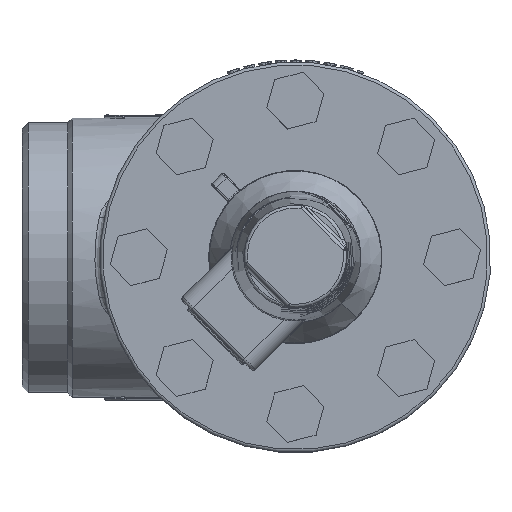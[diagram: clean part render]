
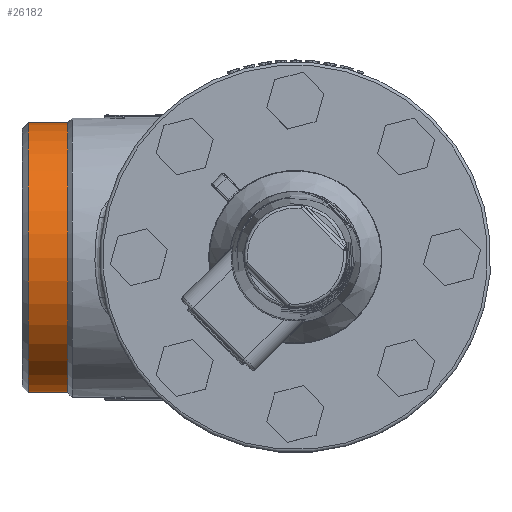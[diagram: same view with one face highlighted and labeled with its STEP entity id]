
A CAD part, top view. The second image highlights one B-rep face of the part: STEP entity #26182.
In plain terms, the highlighted cylindrical face has radius 44.45 mm (diameter 88.9 mm), a full revolution.
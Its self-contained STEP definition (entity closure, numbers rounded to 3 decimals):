
#26138=CARTESIAN_POINT('',(-75.,-0.,-44.45));
#26139=VERTEX_POINT('',#26138);
#26146=CARTESIAN_POINT('',(-75.,0.,0.));
#26147=DIRECTION('',(1.,0.,0.));
#26148=DIRECTION('',(0.,0.,-1.));
#26149=AXIS2_PLACEMENT_3D('',#26146,#26147,#26148);
#26150=CIRCLE('',#26149,44.45);
#26151=EDGE_CURVE('',#26139,#26139,#26150,.T.);
#26158=CARTESIAN_POINT('',(0.,0.,0.));
#26159=DIRECTION('',(1.,0.,0.));
#26160=DIRECTION('',(0.,0.,-1.));
#26161=AXIS2_PLACEMENT_3D('',#26158,#26159,#26160);
#26162=CYLINDRICAL_SURFACE('',#26161,44.45);
#26163=CARTESIAN_POINT('',(-88.,-0.,-44.45));
#26164=VERTEX_POINT('',#26163);
#26165=CARTESIAN_POINT('',(-75.,0.,-44.45));
#26166=DIRECTION('',(-1.,-0.,0.));
#26167=VECTOR('',#26166,13.);
#26168=LINE('',#26165,#26167);
#26169=EDGE_CURVE('',#26139,#26164,#26168,.T.);
#26170=ORIENTED_EDGE('',*,*,#26169,.T.);
#26171=CARTESIAN_POINT('',(-88.,0.,0.));
#26172=DIRECTION('',(1.,0.,0.));
#26173=DIRECTION('',(0.,0.,-1.));
#26174=AXIS2_PLACEMENT_3D('',#26171,#26172,#26173);
#26175=CIRCLE('',#26174,44.45);
#26176=EDGE_CURVE('',#26164,#26164,#26175,.T.);
#26177=ORIENTED_EDGE('',*,*,#26176,.T.);
#26178=ORIENTED_EDGE('',*,*,#26169,.F.);
#26179=ORIENTED_EDGE('',*,*,#26151,.F.);
#26180=EDGE_LOOP('',(#26170,#26177,#26178,#26179));
#26181=FACE_BOUND('',#26180,.T.);
#26182=ADVANCED_FACE('',(#26181),#26162,.T.);
